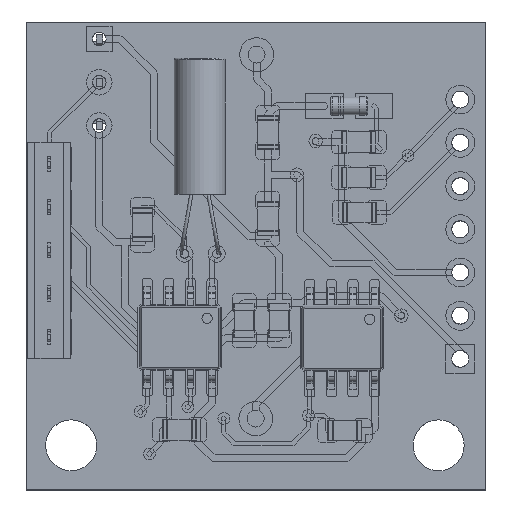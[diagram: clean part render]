
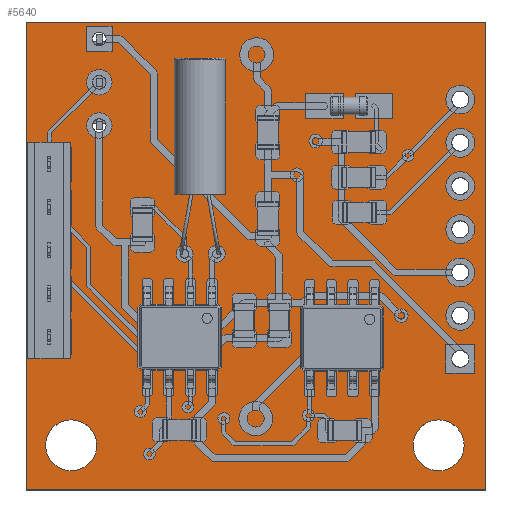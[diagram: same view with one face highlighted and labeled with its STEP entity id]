
A CAD part, top view. The second image highlights one B-rep face of the part: STEP entity #5640.
In plain terms, the highlighted planar face has unit normal (0, 0, 1).
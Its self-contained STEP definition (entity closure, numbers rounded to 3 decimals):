
#4894 = VERTEX_POINT('',#4895);
#4895 = CARTESIAN_POINT('',(0.,0.,0.));
#4912 = VERTEX_POINT('',#4913);
#4913 = CARTESIAN_POINT('',(27.,0.,0.));
#4919 = EDGE_CURVE('',#4894,#4912,#4920,.T.);
#4920 = LINE('',#4921,#4922);
#4921 = CARTESIAN_POINT('',(0.,0.,0.));
#4922 = VECTOR('',#4923,1.);
#4923 = DIRECTION('',(1.,0.,0.));
#4934 = VERTEX_POINT('',#4935);
#4935 = CARTESIAN_POINT('',(0.,27.5,0.));
#4950 = EDGE_CURVE('',#4934,#4894,#4951,.T.);
#4951 = LINE('',#4952,#4953);
#4952 = CARTESIAN_POINT('',(0.,27.5,0.));
#4953 = VECTOR('',#4954,1.);
#4954 = DIRECTION('',(0.,-1.,0.));
#4974 = VERTEX_POINT('',#4975);
#4975 = CARTESIAN_POINT('',(27.,27.5,0.));
#4981 = EDGE_CURVE('',#4912,#4974,#4982,.T.);
#4982 = LINE('',#4983,#4984);
#4983 = CARTESIAN_POINT('',(27.,0.,0.));
#4984 = VECTOR('',#4985,1.);
#4985 = DIRECTION('',(0.,1.,0.));
#5003 = EDGE_CURVE('',#4974,#4934,#5004,.T.);
#5004 = LINE('',#5005,#5006);
#5005 = CARTESIAN_POINT('',(27.,27.5,0.));
#5006 = VECTOR('',#5007,1.);
#5007 = DIRECTION('',(-1.,0.,0.));
#5018 = VERTEX_POINT('',#5019);
#5019 = CARTESIAN_POINT('',(4.691,23.956,0.));
#5035 = EDGE_CURVE('',#5018,#5018,#5036,.T.);
#5036 = CIRCLE('',#5037,0.4);
#5037 = AXIS2_PLACEMENT_3D('',#5038,#5039,#5040);
#5038 = CARTESIAN_POINT('',(4.291,23.956,0.));
#5039 = DIRECTION('',(0.,0.,1.));
#5040 = DIRECTION('',(1.,0.,0.));
#5051 = VERTEX_POINT('',#5052);
#5052 = CARTESIAN_POINT('',(4.691,21.416,0.));
#5068 = EDGE_CURVE('',#5051,#5051,#5069,.T.);
#5069 = CIRCLE('',#5070,0.4);
#5070 = AXIS2_PLACEMENT_3D('',#5071,#5072,#5073);
#5071 = CARTESIAN_POINT('',(4.291,21.416,0.));
#5072 = DIRECTION('',(0.,0.,1.));
#5073 = DIRECTION('',(1.,0.,0.));
#5084 = VERTEX_POINT('',#5085);
#5085 = CARTESIAN_POINT('',(11.45,13.872,0.));
#5101 = EDGE_CURVE('',#5084,#5084,#5102,.T.);
#5102 = CIRCLE('',#5103,0.25);
#5103 = AXIS2_PLACEMENT_3D('',#5104,#5105,#5106);
#5104 = CARTESIAN_POINT('',(11.2,13.872,0.));
#5105 = DIRECTION('',(0.,0.,1.));
#5106 = DIRECTION('',(1.,0.,0.));
#5117 = VERTEX_POINT('',#5118);
#5118 = CARTESIAN_POINT('',(9.55,13.872,0.));
#5134 = EDGE_CURVE('',#5117,#5117,#5135,.T.);
#5135 = CIRCLE('',#5136,0.25);
#5136 = AXIS2_PLACEMENT_3D('',#5137,#5138,#5139);
#5137 = CARTESIAN_POINT('',(9.3,13.872,0.));
#5138 = DIRECTION('',(0.,0.,1.));
#5139 = DIRECTION('',(1.,0.,0.));
#5150 = VERTEX_POINT('',#5151);
#5151 = CARTESIAN_POINT('',(1.87,14.05,0.));
#5167 = EDGE_CURVE('',#5150,#5150,#5168,.T.);
#5168 = CIRCLE('',#5169,0.5);
#5169 = AXIS2_PLACEMENT_3D('',#5170,#5171,#5172);
#5170 = CARTESIAN_POINT('',(1.37,14.05,0.));
#5171 = DIRECTION('',(0.,0.,1.));
#5172 = DIRECTION('',(1.,0.,0.));
#5183 = VERTEX_POINT('',#5184);
#5184 = CARTESIAN_POINT('',(1.87,16.59,0.));
#5200 = EDGE_CURVE('',#5183,#5183,#5201,.T.);
#5201 = CIRCLE('',#5202,0.5);
#5202 = AXIS2_PLACEMENT_3D('',#5203,#5204,#5205);
#5203 = CARTESIAN_POINT('',(1.37,16.59,0.));
#5204 = DIRECTION('',(0.,0.,1.));
#5205 = DIRECTION('',(1.,0.,0.));
#5216 = VERTEX_POINT('',#5217);
#5217 = CARTESIAN_POINT('',(1.87,19.13,0.));
#5233 = EDGE_CURVE('',#5216,#5216,#5234,.T.);
#5234 = CIRCLE('',#5235,0.5);
#5235 = AXIS2_PLACEMENT_3D('',#5236,#5237,#5238);
#5236 = CARTESIAN_POINT('',(1.37,19.13,0.));
#5237 = DIRECTION('',(0.,0.,1.));
#5238 = DIRECTION('',(1.,0.,0.));
#5249 = VERTEX_POINT('',#5250);
#5250 = CARTESIAN_POINT('',(26.,12.78,0.));
#5266 = EDGE_CURVE('',#5249,#5249,#5267,.T.);
#5267 = CIRCLE('',#5268,0.5);
#5268 = AXIS2_PLACEMENT_3D('',#5269,#5270,#5271);
#5269 = CARTESIAN_POINT('',(25.5,12.78,0.));
#5270 = DIRECTION('',(0.,0.,1.));
#5271 = DIRECTION('',(1.,0.,0.));
#5282 = VERTEX_POINT('',#5283);
#5283 = CARTESIAN_POINT('',(26.,15.32,0.));
#5299 = EDGE_CURVE('',#5282,#5282,#5300,.T.);
#5300 = CIRCLE('',#5301,0.5);
#5301 = AXIS2_PLACEMENT_3D('',#5302,#5303,#5304);
#5302 = CARTESIAN_POINT('',(25.5,15.32,0.));
#5303 = DIRECTION('',(0.,0.,1.));
#5304 = DIRECTION('',(1.,0.,0.));
#5315 = VERTEX_POINT('',#5316);
#5316 = CARTESIAN_POINT('',(26.,20.4,0.));
#5332 = EDGE_CURVE('',#5315,#5315,#5333,.T.);
#5333 = CIRCLE('',#5334,0.5);
#5334 = AXIS2_PLACEMENT_3D('',#5335,#5336,#5337);
#5335 = CARTESIAN_POINT('',(25.5,20.4,0.));
#5336 = DIRECTION('',(0.,0.,1.));
#5337 = DIRECTION('',(1.,0.,0.));
#5348 = VERTEX_POINT('',#5349);
#5349 = CARTESIAN_POINT('',(26.,17.86,0.));
#5365 = EDGE_CURVE('',#5348,#5348,#5366,.T.);
#5366 = CIRCLE('',#5367,0.5);
#5367 = AXIS2_PLACEMENT_3D('',#5368,#5369,#5370);
#5368 = CARTESIAN_POINT('',(25.5,17.86,0.));
#5369 = DIRECTION('',(0.,0.,1.));
#5370 = DIRECTION('',(1.,0.,0.));
#5381 = VERTEX_POINT('',#5382);
#5382 = CARTESIAN_POINT('',(26.,22.94,0.));
#5398 = EDGE_CURVE('',#5381,#5381,#5399,.T.);
#5399 = CIRCLE('',#5400,0.5);
#5400 = AXIS2_PLACEMENT_3D('',#5401,#5402,#5403);
#5401 = CARTESIAN_POINT('',(25.5,22.94,0.));
#5402 = DIRECTION('',(0.,0.,1.));
#5403 = DIRECTION('',(1.,0.,0.));
#5414 = VERTEX_POINT('',#5415);
#5415 = CARTESIAN_POINT('',(26.,7.7,0.));
#5431 = EDGE_CURVE('',#5414,#5414,#5432,.T.);
#5432 = CIRCLE('',#5433,0.5);
#5433 = AXIS2_PLACEMENT_3D('',#5434,#5435,#5436);
#5434 = CARTESIAN_POINT('',(25.5,7.7,0.));
#5435 = DIRECTION('',(0.,0.,1.));
#5436 = DIRECTION('',(1.,0.,0.));
#5447 = VERTEX_POINT('',#5448);
#5448 = CARTESIAN_POINT('',(1.87,8.97,0.));
#5464 = EDGE_CURVE('',#5447,#5447,#5465,.T.);
#5465 = CIRCLE('',#5466,0.5);
#5466 = AXIS2_PLACEMENT_3D('',#5467,#5468,#5469);
#5467 = CARTESIAN_POINT('',(1.37,8.97,0.));
#5468 = DIRECTION('',(0.,0.,1.));
#5469 = DIRECTION('',(1.,0.,0.));
#5480 = VERTEX_POINT('',#5481);
#5481 = CARTESIAN_POINT('',(26.,10.24,0.));
#5497 = EDGE_CURVE('',#5480,#5480,#5498,.T.);
#5498 = CIRCLE('',#5499,0.5);
#5499 = AXIS2_PLACEMENT_3D('',#5500,#5501,#5502);
#5500 = CARTESIAN_POINT('',(25.5,10.24,0.));
#5501 = DIRECTION('',(0.,0.,1.));
#5502 = DIRECTION('',(1.,0.,0.));
#5513 = VERTEX_POINT('',#5514);
#5514 = CARTESIAN_POINT('',(1.87,11.51,0.));
#5530 = EDGE_CURVE('',#5513,#5513,#5531,.T.);
#5531 = CIRCLE('',#5532,0.5);
#5532 = AXIS2_PLACEMENT_3D('',#5533,#5534,#5535);
#5533 = CARTESIAN_POINT('',(1.37,11.51,0.));
#5534 = DIRECTION('',(0.,0.,1.));
#5535 = DIRECTION('',(1.,0.,0.));
#5546 = VERTEX_POINT('',#5547);
#5547 = CARTESIAN_POINT('',(25.73,2.62,0.));
#5563 = EDGE_CURVE('',#5546,#5546,#5564,.T.);
#5564 = CIRCLE('',#5565,1.5);
#5565 = AXIS2_PLACEMENT_3D('',#5566,#5567,#5568);
#5566 = CARTESIAN_POINT('',(24.23,2.62,0.));
#5567 = DIRECTION('',(0.,0.,1.));
#5568 = DIRECTION('',(1.,0.,0.));
#5579 = VERTEX_POINT('',#5580);
#5580 = CARTESIAN_POINT('',(4.14,2.62,0.));
#5596 = EDGE_CURVE('',#5579,#5579,#5597,.T.);
#5597 = CIRCLE('',#5598,1.5);
#5598 = AXIS2_PLACEMENT_3D('',#5599,#5600,#5601);
#5599 = CARTESIAN_POINT('',(2.64,2.62,0.));
#5600 = DIRECTION('',(0.,0.,1.));
#5601 = DIRECTION('',(1.,0.,0.));
#5612 = VERTEX_POINT('',#5613);
#5613 = CARTESIAN_POINT('',(4.691,26.496,0.));
#5629 = EDGE_CURVE('',#5612,#5612,#5630,.T.);
#5630 = CIRCLE('',#5631,0.4);
#5631 = AXIS2_PLACEMENT_3D('',#5632,#5633,#5634);
#5632 = CARTESIAN_POINT('',(4.291,26.496,0.));
#5633 = DIRECTION('',(0.,0.,1.));
#5634 = DIRECTION('',(1.,0.,0.));
#5640 = ADVANCED_FACE('',(#5641,#5647,#5650,#5653,#5656,#5659,#5662,
    #5665,#5668,#5671,#5674,#5677,#5680,#5683,#5686,#5689,#5692,#5695,
    #5698,#5701),#5704,.T.);
#5641 = FACE_BOUND('',#5642,.T.);
#5642 = EDGE_LOOP('',(#5643,#5644,#5645,#5646));
#5643 = ORIENTED_EDGE('',*,*,#4919,.T.);
#5644 = ORIENTED_EDGE('',*,*,#4981,.T.);
#5645 = ORIENTED_EDGE('',*,*,#5003,.T.);
#5646 = ORIENTED_EDGE('',*,*,#4950,.T.);
#5647 = FACE_BOUND('',#5648,.T.);
#5648 = EDGE_LOOP('',(#5649));
#5649 = ORIENTED_EDGE('',*,*,#5035,.F.);
#5650 = FACE_BOUND('',#5651,.T.);
#5651 = EDGE_LOOP('',(#5652));
#5652 = ORIENTED_EDGE('',*,*,#5068,.F.);
#5653 = FACE_BOUND('',#5654,.T.);
#5654 = EDGE_LOOP('',(#5655));
#5655 = ORIENTED_EDGE('',*,*,#5101,.F.);
#5656 = FACE_BOUND('',#5657,.T.);
#5657 = EDGE_LOOP('',(#5658));
#5658 = ORIENTED_EDGE('',*,*,#5134,.F.);
#5659 = FACE_BOUND('',#5660,.T.);
#5660 = EDGE_LOOP('',(#5661));
#5661 = ORIENTED_EDGE('',*,*,#5167,.F.);
#5662 = FACE_BOUND('',#5663,.T.);
#5663 = EDGE_LOOP('',(#5664));
#5664 = ORIENTED_EDGE('',*,*,#5200,.F.);
#5665 = FACE_BOUND('',#5666,.T.);
#5666 = EDGE_LOOP('',(#5667));
#5667 = ORIENTED_EDGE('',*,*,#5233,.F.);
#5668 = FACE_BOUND('',#5669,.T.);
#5669 = EDGE_LOOP('',(#5670));
#5670 = ORIENTED_EDGE('',*,*,#5266,.F.);
#5671 = FACE_BOUND('',#5672,.T.);
#5672 = EDGE_LOOP('',(#5673));
#5673 = ORIENTED_EDGE('',*,*,#5299,.F.);
#5674 = FACE_BOUND('',#5675,.T.);
#5675 = EDGE_LOOP('',(#5676));
#5676 = ORIENTED_EDGE('',*,*,#5332,.F.);
#5677 = FACE_BOUND('',#5678,.T.);
#5678 = EDGE_LOOP('',(#5679));
#5679 = ORIENTED_EDGE('',*,*,#5365,.F.);
#5680 = FACE_BOUND('',#5681,.T.);
#5681 = EDGE_LOOP('',(#5682));
#5682 = ORIENTED_EDGE('',*,*,#5398,.F.);
#5683 = FACE_BOUND('',#5684,.T.);
#5684 = EDGE_LOOP('',(#5685));
#5685 = ORIENTED_EDGE('',*,*,#5431,.F.);
#5686 = FACE_BOUND('',#5687,.T.);
#5687 = EDGE_LOOP('',(#5688));
#5688 = ORIENTED_EDGE('',*,*,#5464,.F.);
#5689 = FACE_BOUND('',#5690,.T.);
#5690 = EDGE_LOOP('',(#5691));
#5691 = ORIENTED_EDGE('',*,*,#5497,.F.);
#5692 = FACE_BOUND('',#5693,.T.);
#5693 = EDGE_LOOP('',(#5694));
#5694 = ORIENTED_EDGE('',*,*,#5530,.F.);
#5695 = FACE_BOUND('',#5696,.T.);
#5696 = EDGE_LOOP('',(#5697));
#5697 = ORIENTED_EDGE('',*,*,#5563,.F.);
#5698 = FACE_BOUND('',#5699,.T.);
#5699 = EDGE_LOOP('',(#5700));
#5700 = ORIENTED_EDGE('',*,*,#5596,.F.);
#5701 = FACE_BOUND('',#5702,.T.);
#5702 = EDGE_LOOP('',(#5703));
#5703 = ORIENTED_EDGE('',*,*,#5629,.F.);
#5704 = PLANE('',#5705);
#5705 = AXIS2_PLACEMENT_3D('',#5706,#5707,#5708);
#5706 = CARTESIAN_POINT('',(13.5,13.75,0.));
#5707 = DIRECTION('',(0.,0.,1.));
#5708 = DIRECTION('',(1.,0.,0.));
